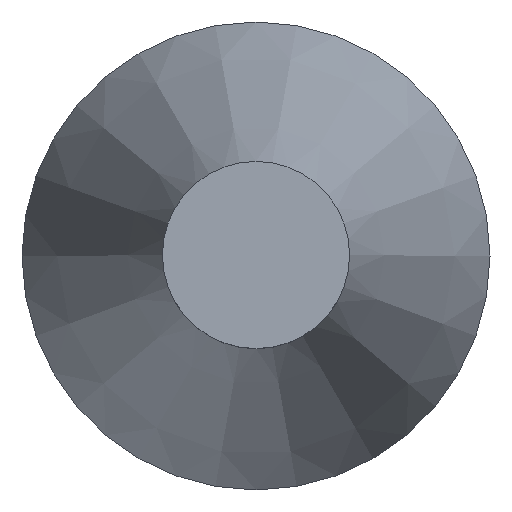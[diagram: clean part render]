
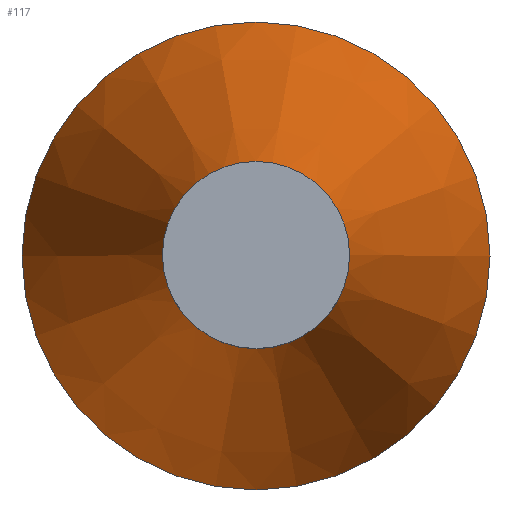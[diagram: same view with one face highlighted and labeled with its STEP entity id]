
A CAD part, top view. The second image highlights one B-rep face of the part: STEP entity #117.
In plain terms, the highlighted conical face has half-angle 16.699 degrees and reference radius 11.113 mm.
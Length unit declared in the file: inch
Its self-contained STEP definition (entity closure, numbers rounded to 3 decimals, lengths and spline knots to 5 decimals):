
#16=CONICAL_SURFACE('',#146,0.4375,0.291);
#22=LINE('',#217,#27);
#27=VECTOR('',#184,0.4375);
#38=FACE_OUTER_BOUND('',#49,.T.);
#49=EDGE_LOOP('',(#98,#99,#100,#101));
#57=CIRCLE('',#145,0.625);
#58=CIRCLE('',#147,0.25);
#65=VERTEX_POINT('',#211);
#66=VERTEX_POINT('',#215);
#75=EDGE_CURVE('',#65,#65,#57,.T.);
#77=EDGE_CURVE('',#66,#66,#58,.T.);
#78=EDGE_CURVE('',#66,#65,#22,.T.);
#98=ORIENTED_EDGE('',*,*,#77,.F.);
#99=ORIENTED_EDGE('',*,*,#78,.T.);
#100=ORIENTED_EDGE('',*,*,#75,.T.);
#101=ORIENTED_EDGE('',*,*,#78,.F.);
#117=ADVANCED_FACE('',(#38),#16,.T.);
#145=AXIS2_PLACEMENT_3D('',#212,#177,#178);
#146=AXIS2_PLACEMENT_3D('',#214,#180,#181);
#147=AXIS2_PLACEMENT_3D('',#216,#182,#183);
#177=DIRECTION('center_axis',(0.,0.,1.));
#178=DIRECTION('ref_axis',(1.,0.,0.));
#180=DIRECTION('center_axis',(0.,0.,-1.));
#181=DIRECTION('ref_axis',(1.,0.,0.));
#182=DIRECTION('center_axis',(0.,0.,1.));
#183=DIRECTION('ref_axis',(1.,0.,0.));
#184=DIRECTION('',(-0.287,0.,-0.958));
#211=CARTESIAN_POINT('',(-0.625,0.,-1.5));
#212=CARTESIAN_POINT('Origin',(0.,0.,-1.5));
#214=CARTESIAN_POINT('Origin',(0.,0.,-0.875));
#215=CARTESIAN_POINT('',(-0.25,0.,-0.25));
#216=CARTESIAN_POINT('Origin',(0.,0.,-0.25));
#217=CARTESIAN_POINT('',(-0.4375,0.,-0.875));
